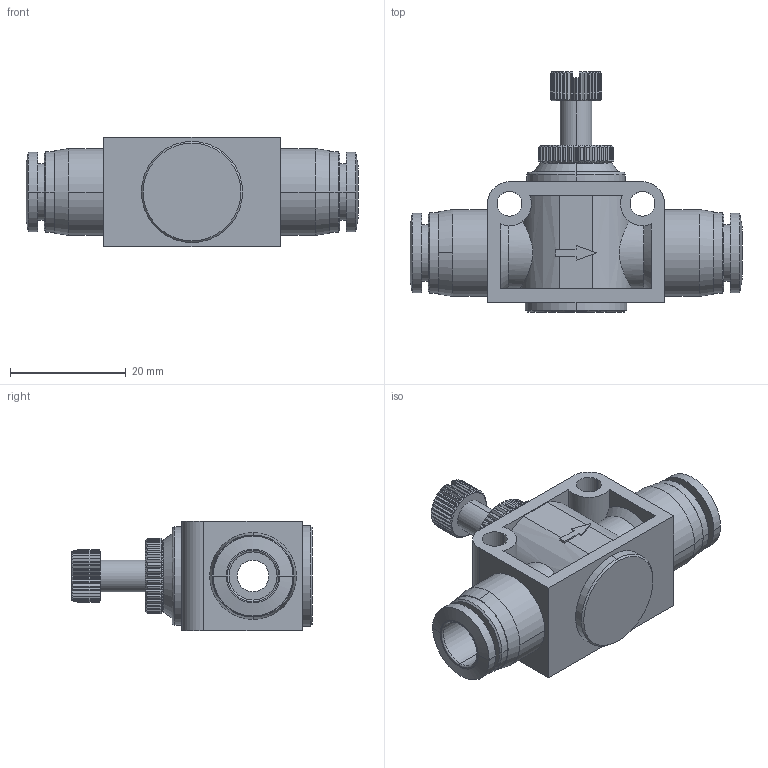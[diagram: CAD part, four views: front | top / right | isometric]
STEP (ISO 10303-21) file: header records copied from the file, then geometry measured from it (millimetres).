
FILE_DESCRIPTION (( 'STEP AP214' ), '1' );
FILE_NAME ('FVU8M.step', '2016-02-24T20:38:00', ( '' ), ( '' ), 'SwSTEP 2.0', 'SolidWorks 2015', '' );
FILE_SCHEMA (( 'AUTOMOTIVE_DESIGN' ));
Length unit declared in the file: inch
Products named in the file (1): FVU8M
Bounding box: 57.4 x 41.5 x 19 mm (x, y, z)
Volume: 13541.9 mm3; surface area: 7869.9 mm2
Topology: 1 solids, 1 shells, 528 faces, 1197 edges, 690 vertices
Faces by surface type: plane 215, cone 177, cylinder 130, torus 4, bspline 2
Entity records: 21959 total; most frequent: CARTESIAN_POINT 3686, ORIENTED_EDGE 2394, DIRECTION 2353, EDGE_CURVE 1197, AXIS2_PLACEMENT_3D 973, VERTEX_POINT 690, EDGE_LOOP 553, DIMENSIONAL_EXPONENTS 531
